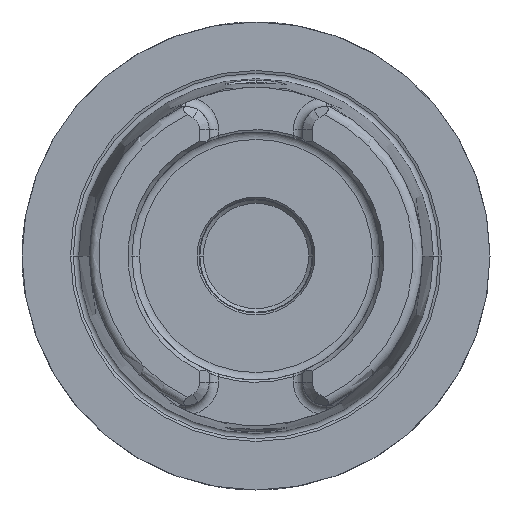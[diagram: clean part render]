
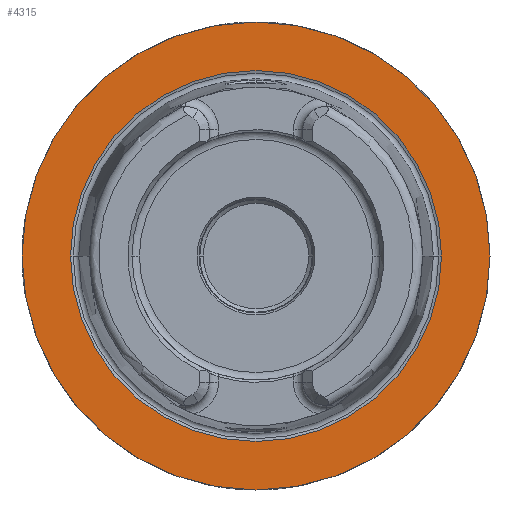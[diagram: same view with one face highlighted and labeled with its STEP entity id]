
A CAD part, left-side view. The second image highlights one B-rep face of the part: STEP entity #4315.
In plain terms, the highlighted planar face has unit normal (-1, 0, 0).
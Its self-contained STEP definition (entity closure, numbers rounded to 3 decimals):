
#905=CARTESIAN_POINT('',(0.,0.,0.));
#906=DIRECTION('',(1.,0.,0.));
#907=DIRECTION('',(0.,1.,0.));
#908=AXIS2_PLACEMENT_3D('',#905,#906,#907);
#910=CARTESIAN_POINT('',(0.,0.,0.));
#911=DIRECTION('',(-1.,0.,0.));
#912=DIRECTION('',(0.,1.,0.));
#913=AXIS2_PLACEMENT_3D('',#910,#911,#912);
#915=CARTESIAN_POINT('',(0.,0.,0.));
#916=DIRECTION('',(-1.,0.,0.));
#917=DIRECTION('',(0.,-1.,0.));
#918=AXIS2_PLACEMENT_3D('',#915,#916,#917);
#920=CARTESIAN_POINT('',(0.,0.,0.));
#921=DIRECTION('',(-1.,0.,0.));
#922=DIRECTION('',(0.,1.,0.));
#923=AXIS2_PLACEMENT_3D('',#920,#921,#922);
#2869=CARTESIAN_POINT('',(0.,50.,0.));
#2870=CARTESIAN_POINT('',(0.,-50.,0.));
#2871=VERTEX_POINT('',#2869);
#2872=VERTEX_POINT('',#2870);
#2897=CARTESIAN_POINT('',(0.,-39.632,0.));
#2898=VERTEX_POINT('',#2897);
#2899=CARTESIAN_POINT('',(0.,39.632,0.));
#2900=VERTEX_POINT('',#2899);
#4300=CARTESIAN_POINT('',(0.,0.,0.));
#4301=DIRECTION('',(1.,0.,0.));
#4302=DIRECTION('',(0.,-1.,0.));
#4303=AXIS2_PLACEMENT_3D('',#4300,#4301,#4302);
#4304=PLANE('',#4303);
#4306=ORIENTED_EDGE('',*,*,#4305,.T.);
#4308=ORIENTED_EDGE('',*,*,#4307,.F.);
#4309=EDGE_LOOP('',(#4306,#4308));
#4310=FACE_OUTER_BOUND('',#4309,.F.);
#4311=ORIENTED_EDGE('',*,*,#4295,.T.);
#4312=ORIENTED_EDGE('',*,*,#4279,.T.);
#4313=EDGE_LOOP('',(#4311,#4312));
#4314=FACE_BOUND('',#4313,.F.);
#4315=ADVANCED_FACE('',(#4310,#4314),#4304,.F.);
#909=CIRCLE('',#908,50.);
#914=CIRCLE('',#913,50.);
#919=CIRCLE('',#918,39.632);
#924=CIRCLE('',#923,39.632);
#4279=EDGE_CURVE('',#2900,#2898,#924,.T.);
#4295=EDGE_CURVE('',#2898,#2900,#919,.T.);
#4305=EDGE_CURVE('',#2871,#2872,#909,.T.);
#4307=EDGE_CURVE('',#2871,#2872,#914,.T.);
